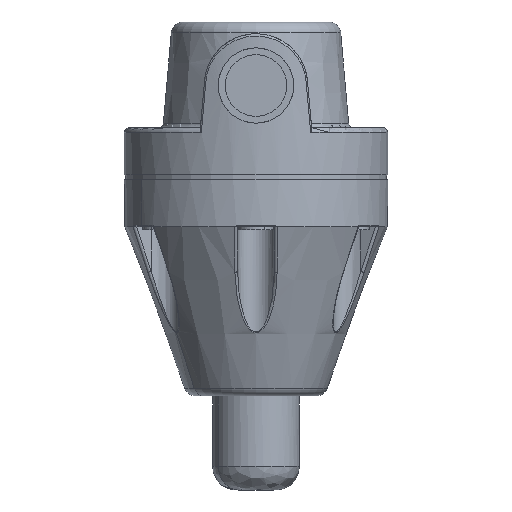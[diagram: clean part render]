
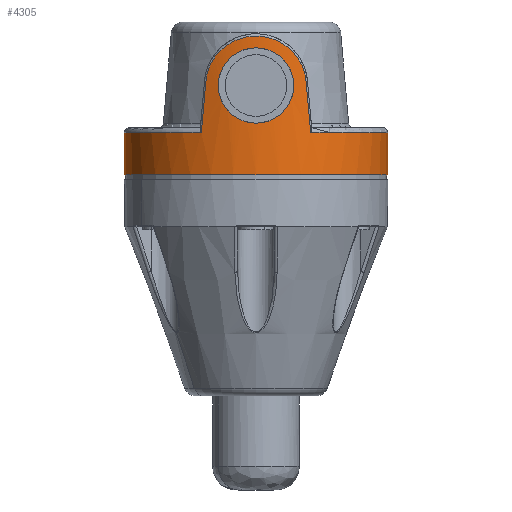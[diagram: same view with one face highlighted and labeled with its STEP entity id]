
A CAD part, front view. The second image highlights one B-rep face of the part: STEP entity #4305.
In plain terms, the highlighted cylindrical face has radius 56 mm (diameter 112 mm), a partial arc.
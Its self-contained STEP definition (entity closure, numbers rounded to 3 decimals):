
#43=CARTESIAN_POINT('',(0.,0.,0.));
#44=DIRECTION('',(0.,0.,1.));
#45=DIRECTION('',(-1.,0.,0.));
#46=AXIS2_PLACEMENT_3D('',#43,#44,#45);
#63=CARTESIAN_POINT('',(21.306,-51.789,39.831));
#64=CARTESIAN_POINT('',(21.523,-51.699,37.388));
#65=CARTESIAN_POINT('',(21.949,-51.521,32.512));
#66=CARTESIAN_POINT('',(22.603,-51.237,25.241));
#67=CARTESIAN_POINT('',(23.026,-51.048,20.4));
#68=CARTESIAN_POINT('',(23.24,-50.95,17.991));
#70=CARTESIAN_POINT('',(-23.24,-50.95,17.991));
#71=CARTESIAN_POINT('',(-23.026,-51.048,20.4));
#72=CARTESIAN_POINT('',(-22.603,-51.237,25.241));
#73=CARTESIAN_POINT('',(-21.949,-51.521,32.512));
#74=CARTESIAN_POINT('',(-21.523,-51.699,37.388));
#75=CARTESIAN_POINT('',(-21.306,-51.789,39.831));
#77=CARTESIAN_POINT('',(-21.306,-51.789,39.831));
#78=CARTESIAN_POINT('',(-21.073,-51.884,42.449));
#79=CARTESIAN_POINT('',(-19.581,-52.509,47.571));
#80=CARTESIAN_POINT('',(-14.77,-54.131,53.835));
#81=CARTESIAN_POINT('',(-7.982,-55.602,58.005));
#82=CARTESIAN_POINT('',(0.,-56.199,59.496));
#83=CARTESIAN_POINT('',(7.982,-55.602,58.005));
#84=CARTESIAN_POINT('',(14.77,-54.131,53.835));
#85=CARTESIAN_POINT('',(19.581,-52.509,47.571));
#86=CARTESIAN_POINT('',(21.073,-51.884,42.449));
#87=CARTESIAN_POINT('',(21.306,-51.789,39.831));
#89=CARTESIAN_POINT('',(16.,-53.666,38.));
#90=CARTESIAN_POINT('',(16.,-53.666,39.042));
#91=CARTESIAN_POINT('',(15.802,-53.725,41.133));
#92=CARTESIAN_POINT('',(14.813,-54.012,44.386));
#93=CARTESIAN_POINT('',(13.045,-54.471,47.463));
#94=CARTESIAN_POINT('',(10.902,-54.948,49.871));
#95=CARTESIAN_POINT('',(8.07,-55.443,51.959));
#96=CARTESIAN_POINT('',(5.013,-55.805,53.315));
#97=CARTESIAN_POINT('',(1.707,-56.008,54.03));
#98=CARTESIAN_POINT('',(-1.695,-56.008,54.029));
#99=CARTESIAN_POINT('',(-4.932,-55.811,53.333));
#100=CARTESIAN_POINT('',(-7.878,-55.469,52.058));
#101=CARTESIAN_POINT('',(-10.668,-54.995,50.077));
#102=CARTESIAN_POINT('',(-12.894,-54.509,47.679));
#103=CARTESIAN_POINT('',(-14.75,-54.03,44.551));
#104=CARTESIAN_POINT('',(-15.799,-53.726,41.18));
#105=CARTESIAN_POINT('',(-16.,-53.666,39.055));
#106=CARTESIAN_POINT('',(-16.,-53.666,38.));
#108=CARTESIAN_POINT('',(-16.,-53.666,38.));
#109=CARTESIAN_POINT('',(-16.,-53.666,36.958));
#110=CARTESIAN_POINT('',(-15.802,-53.725,34.867));
#111=CARTESIAN_POINT('',(-14.813,-54.012,31.614));
#112=CARTESIAN_POINT('',(-13.045,-54.471,28.537));
#113=CARTESIAN_POINT('',(-10.902,-54.948,26.129));
#114=CARTESIAN_POINT('',(-8.07,-55.443,24.041));
#115=CARTESIAN_POINT('',(-5.013,-55.805,22.685));
#116=CARTESIAN_POINT('',(-1.707,-56.008,21.97));
#117=CARTESIAN_POINT('',(1.695,-56.008,21.971));
#118=CARTESIAN_POINT('',(4.932,-55.811,22.667));
#119=CARTESIAN_POINT('',(7.878,-55.469,23.942));
#120=CARTESIAN_POINT('',(10.668,-54.995,25.923));
#121=CARTESIAN_POINT('',(12.894,-54.509,28.321));
#122=CARTESIAN_POINT('',(14.75,-54.03,31.449));
#123=CARTESIAN_POINT('',(15.799,-53.726,34.82));
#124=CARTESIAN_POINT('',(16.,-53.666,36.945));
#125=CARTESIAN_POINT('',(16.,-53.666,38.));
#291=CARTESIAN_POINT('',(0.,0.,18.));
#292=DIRECTION('',(0.,0.,-1.));
#293=DIRECTION('',(-0.415,-0.91,0.));
#294=AXIS2_PLACEMENT_3D('',#291,#292,#293);
#322=DIRECTION('',(0.,0.,-1.));
#323=VECTOR('',#322,18.);
#324=CARTESIAN_POINT('',(-56.,0.,18.));
#325=LINE('',#324,#323);
#326=DIRECTION('',(0.,0.,1.));
#327=VECTOR('',#326,18.);
#328=CARTESIAN_POINT('',(56.,0.,0.));
#329=LINE('',#328,#327);
#561=CARTESIAN_POINT('',(0.,0.,18.));
#562=DIRECTION('',(0.,0.,-1.));
#563=DIRECTION('',(1.,0.,0.));
#564=AXIS2_PLACEMENT_3D('',#561,#562,#563);
#566=CARTESIAN_POINT('',(0.,0.,18.));
#567=DIRECTION('',(0.,0.,-1.));
#568=DIRECTION('',(1.,-0.002,0.));
#569=AXIS2_PLACEMENT_3D('',#566,#567,#568);
#3592=CARTESIAN_POINT('',(-56.,0.,0.));
#3593=CARTESIAN_POINT('',(56.,0.,0.));
#3594=VERTEX_POINT('',#3592);
#3595=VERTEX_POINT('',#3593);
#3596=VERTEX_POINT('',#63);
#3597=VERTEX_POINT('',#68);
#3598=CARTESIAN_POINT('',(56.,-0.109,18.));
#3599=VERTEX_POINT('',#3598);
#3600=CARTESIAN_POINT('',(56.,0.,18.));
#3601=VERTEX_POINT('',#3600);
#3602=CARTESIAN_POINT('',(-56.,0.,18.));
#3603=VERTEX_POINT('',#3602);
#3604=CARTESIAN_POINT('',(-23.245,-50.948,18.));
#3605=VERTEX_POINT('',#3604);
#3606=VERTEX_POINT('',#75);
#3607=VERTEX_POINT('',#89);
#3608=VERTEX_POINT('',#106);
#4275=CARTESIAN_POINT('',(0.,0.,59.028));
#4276=DIRECTION('',(0.,0.,-1.));
#4277=DIRECTION('',(1.,0.,0.));
#4278=AXIS2_PLACEMENT_3D('',#4275,#4276,#4277);
#4279=CYLINDRICAL_SURFACE('',#4278,56.);
#4281=ORIENTED_EDGE('',*,*,#4280,.T.);
#4283=ORIENTED_EDGE('',*,*,#4282,.F.);
#4285=ORIENTED_EDGE('',*,*,#4284,.F.);
#4287=ORIENTED_EDGE('',*,*,#4286,.F.);
#4288=ORIENTED_EDGE('',*,*,#4255,.F.);
#4290=ORIENTED_EDGE('',*,*,#4289,.F.);
#4292=ORIENTED_EDGE('',*,*,#4291,.F.);
#4294=ORIENTED_EDGE('',*,*,#4293,.T.);
#4296=ORIENTED_EDGE('',*,*,#4295,.T.);
#4297=EDGE_LOOP('',(#4281,#4283,#4285,#4287,#4288,#4290,#4292,#4294,#4296));
#4298=FACE_OUTER_BOUND('',#4297,.F.);
#4300=ORIENTED_EDGE('',*,*,#4299,.T.);
#4302=ORIENTED_EDGE('',*,*,#4301,.T.);
#4303=EDGE_LOOP('',(#4300,#4302));
#4304=FACE_BOUND('',#4303,.F.);
#47=CIRCLE('',#46,56.);
#69=B_SPLINE_CURVE_WITH_KNOTS('',3,(#63,#64,#65,#66,#67,#68),.UNSPECIFIED.,.F.,
.F.,(4,1,1,4),(0.,0.333,0.667,1.),.UNSPECIFIED.);
#76=B_SPLINE_CURVE_WITH_KNOTS('',3,(#70,#71,#72,#73,#74,#75),.UNSPECIFIED.,.F.,
.F.,(4,1,1,4),(0.,0.333,0.667,1.),.UNSPECIFIED.);
#88=B_SPLINE_CURVE_WITH_KNOTS('',3,(#77,#78,#79,#80,#81,#82,#83,#84,#85,#86,
#87),.UNSPECIFIED.,.F.,.F.,(4,1,1,1,1,1,1,1,4),(0.,0.125,0.25,0.375,
0.5,0.625,0.75,0.875,1.),.UNSPECIFIED.);
#107=B_SPLINE_CURVE_WITH_KNOTS('',3,(#89,#90,#91,#92,#93,#94,#95,#96,#97,#98,
#99,#100,#101,#102,#103,#104,#105,#106),.UNSPECIFIED.,.F.,.F.,(4,1,1,1,1,1,1,1,
1,1,1,1,1,1,1,4),(0.,0.067,0.133,0.2,
0.267,0.333,0.4,0.467,0.533,
0.6,0.667,0.733,0.8,0.867,
0.933,1.),.UNSPECIFIED.);
#126=B_SPLINE_CURVE_WITH_KNOTS('',3,(#108,#109,#110,#111,#112,#113,#114,#115,
#116,#117,#118,#119,#120,#121,#122,#123,#124,#125),.UNSPECIFIED.,.F.,.F.,(4,1,1,
1,1,1,1,1,1,1,1,1,1,1,1,4),(0.,0.067,0.133,0.2,
0.267,0.333,0.4,0.467,0.533,
0.6,0.667,0.733,0.8,0.867,
0.933,1.),.UNSPECIFIED.);
#295=CIRCLE('',#294,56.);
#565=CIRCLE('',#564,56.);
#570=CIRCLE('',#569,56.);
#4255=EDGE_CURVE('',#3594,#3595,#47,.T.);
#4280=EDGE_CURVE('',#3596,#3597,#69,.T.);
#4282=EDGE_CURVE('',#3599,#3597,#570,.T.);
#4284=EDGE_CURVE('',#3601,#3599,#565,.T.);
#4286=EDGE_CURVE('',#3595,#3601,#329,.T.);
#4289=EDGE_CURVE('',#3603,#3594,#325,.T.);
#4291=EDGE_CURVE('',#3605,#3603,#295,.T.);
#4293=EDGE_CURVE('',#3605,#3606,#76,.T.);
#4295=EDGE_CURVE('',#3606,#3596,#88,.T.);
#4299=EDGE_CURVE('',#3607,#3608,#107,.T.);
#4301=EDGE_CURVE('',#3608,#3607,#126,.T.);
#4305=ADVANCED_FACE('',(#4298,#4304),#4279,.T.);
